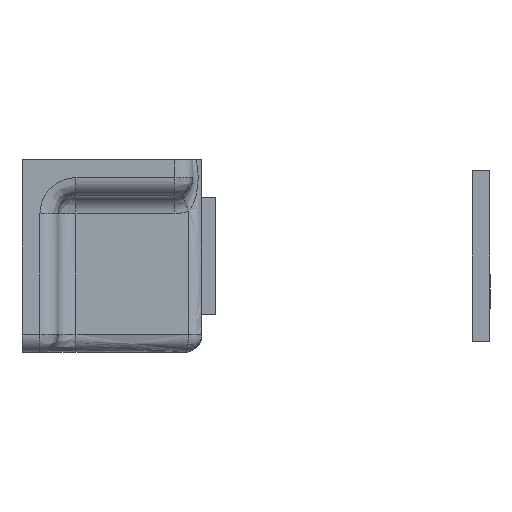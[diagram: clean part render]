
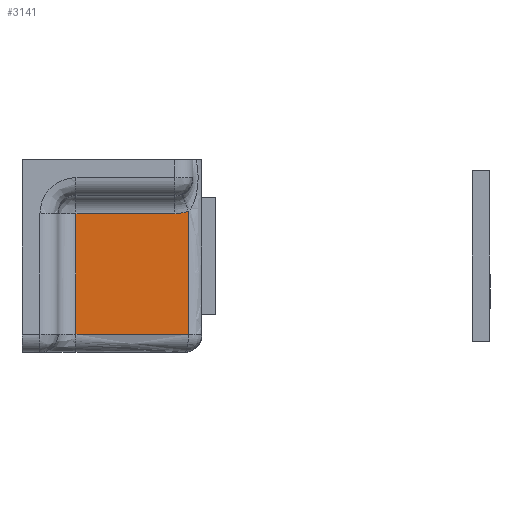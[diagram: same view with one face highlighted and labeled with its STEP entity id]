
A CAD part, left-side view. The second image highlights one B-rep face of the part: STEP entity #3141.
In plain terms, the highlighted free-form (B-spline) face has degree [1, 1] with [2, 2] control points.
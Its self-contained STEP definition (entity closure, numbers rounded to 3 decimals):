
#3097=CARTESIAN_POINT('',(-34.5,-19.124,5.676));
#3098=CARTESIAN_POINT('',(-34.5,-19.124,-9.384));
#3099=CARTESIAN_POINT('',(-34.5,-5.376,5.676));
#3100=CARTESIAN_POINT('',(-34.5,-5.376,-9.384));
#3101=B_SPLINE_SURFACE_WITH_KNOTS('',1,1,((#3097,#3099),(#3098,#3100)),.UNSPECIFIED.,.F.,.F.,.U.,(2,2),(2,2),(0.0,15.06),(0.0,13.749),.UNSPECIFIED.);
#3102=CARTESIAN_POINT('',(-34.5,-18.5,-8.7));
#3103=VERTEX_POINT('',#3102);
#3104=CARTESIAN_POINT('',(-34.5,-18.5,4.992));
#3105=VERTEX_POINT('',#3104);
#3106=CARTESIAN_POINT('',(-34.5,-18.5,-8.7));
#3107=CARTESIAN_POINT('',(-34.5,-18.5,4.992));
#3108=QUASI_UNIFORM_CURVE('',1,(#3106,#3107),.UNSPECIFIED.,.F.,.U.);
#3109=EDGE_CURVE('',#3103,#3105,#3108,.T.);
#3110=ORIENTED_EDGE('',*,*,#3109,.T.);
#3111=CARTESIAN_POINT('',(-34.5,-17.0,4.7));
#3112=VERTEX_POINT('',#3111);
#3113=CARTESIAN_POINT('',(-34.5,-18.5,4.992));
#3114=CARTESIAN_POINT('',(-34.5,-18.025,4.799));
#3115=CARTESIAN_POINT('',(-34.5,-17.513,4.7));
#3116=CARTESIAN_POINT('',(-34.5,-17.0,4.7));
#3117=B_SPLINE_CURVE_WITH_KNOTS('',3,(#3113,#3114,#3115,#3116),.UNSPECIFIED.,.F.,.U.,(4,4),(0.,1.538),.UNSPECIFIED.);
#3118=EDGE_CURVE('',#3105,#3112,#3117,.T.);
#3119=ORIENTED_EDGE('',*,*,#3118,.T.);
#3120=CARTESIAN_POINT('',(-34.5,-6.,4.7));
#3121=VERTEX_POINT('',#3120);
#3122=CARTESIAN_POINT('',(-34.5,-17.0,4.7));
#3123=CARTESIAN_POINT('',(-34.5,-6.,4.7));
#3124=QUASI_UNIFORM_CURVE('',1,(#3122,#3123),.UNSPECIFIED.,.F.,.U.);
#3125=EDGE_CURVE('',#3112,#3121,#3124,.T.);
#3126=ORIENTED_EDGE('',*,*,#3125,.T.);
#3127=CARTESIAN_POINT('',(-34.5,-6.,-8.7));
#3128=VERTEX_POINT('',#3127);
#3129=CARTESIAN_POINT('',(-34.5,-6.,4.7));
#3130=CARTESIAN_POINT('',(-34.5,-6.,-8.7));
#3131=QUASI_UNIFORM_CURVE('',1,(#3129,#3130),.UNSPECIFIED.,.F.,.U.);
#3132=EDGE_CURVE('',#3121,#3128,#3131,.T.);
#3133=ORIENTED_EDGE('',*,*,#3132,.T.);
#3134=CARTESIAN_POINT('',(-34.5,-6.,-8.7));
#3135=CARTESIAN_POINT('',(-34.5,-18.5,-8.7));
#3136=QUASI_UNIFORM_CURVE('',1,(#3134,#3135),.UNSPECIFIED.,.F.,.U.);
#3137=EDGE_CURVE('',#3128,#3103,#3136,.T.);
#3138=ORIENTED_EDGE('',*,*,#3137,.T.);
#3139=EDGE_LOOP('',(#3110,#3119,#3126,#3133,#3138));
#3140=FACE_OUTER_BOUND('',#3139,.T.);
#3141=ADVANCED_FACE('',(#3140),#3101,.F.);
